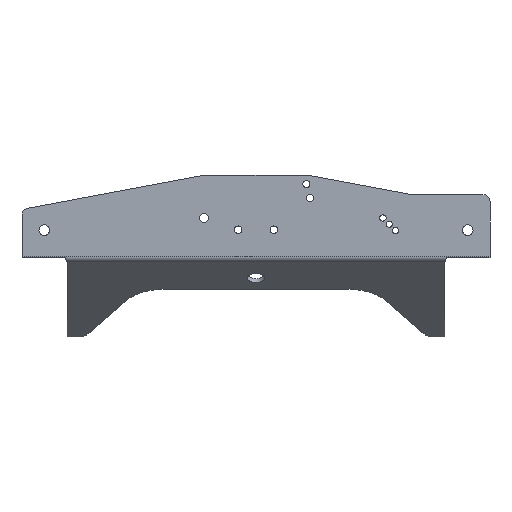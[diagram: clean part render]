
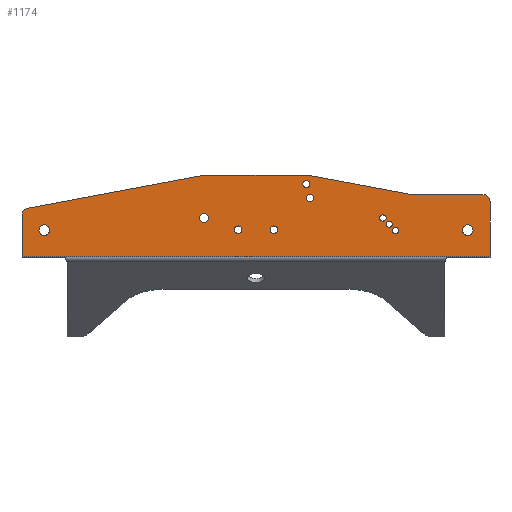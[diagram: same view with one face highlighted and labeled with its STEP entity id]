
A CAD part, front view. The second image highlights one B-rep face of the part: STEP entity #1174.
In plain terms, the highlighted planar face has unit normal (0, -1, 0).
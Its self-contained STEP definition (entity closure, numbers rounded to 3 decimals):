
#539=CARTESIAN_POINT('',(3119.528,-5.0,-9882.274));
#540=VERTEX_POINT('',#539);
#547=CARTESIAN_POINT('',(3126.052,-5.0,-9874.411));
#548=VERTEX_POINT('',#547);
#549=CARTESIAN_POINT('',(3127.528,-5.0,-9882.274));
#550=DIRECTION('',(0.0,1.0,0.0));
#551=DIRECTION('',(0.0,-0.0,1.0));
#552=AXIS2_PLACEMENT_3D('',#549,#550,#551);
#553=CIRCLE('',#552,8.0);
#554=EDGE_CURVE('no 1412',#540,#548,#553,.T.);
#579=CARTESIAN_POINT('',(3323.596,-5.0,-9837.325));
#580=VERTEX_POINT('',#579);
#581=CARTESIAN_POINT('',(3323.596,-5.0,-9837.325));
#582=DIRECTION('',(0.983,0.0,0.185));
#583=VECTOR('',#582,1.0);
#584=LINE('',#581,#583);
#585=EDGE_CURVE('no 1414',#548,#580,#584,.T.);
#611=CARTESIAN_POINT('',(3325.456,-5.0,-9837.152));
#612=VERTEX_POINT('',#611);
#613=CARTESIAN_POINT('',(3325.456,-5.0,-9847.229));
#614=DIRECTION('',(0.0,1.0,0.0));
#615=DIRECTION('',(0.0,-0.0,1.0));
#616=AXIS2_PLACEMENT_3D('',#613,#614,#615);
#617=CIRCLE('',#616,10.077);
#618=EDGE_CURVE('no 1416',#580,#612,#617,.T.);
#643=CARTESIAN_POINT('',(3438.501,-5.0,-9837.152));
#644=VERTEX_POINT('',#643);
#645=CARTESIAN_POINT('',(3325.456,-5.0,-9837.152));
#646=DIRECTION('',(1.0,0.0,0.0));
#647=VECTOR('',#646,1.0);
#648=LINE('',#645,#647);
#649=EDGE_CURVE('no 1418',#612,#644,#648,.T.);
#675=CARTESIAN_POINT('',(3440.361,-5.0,-9837.325));
#676=VERTEX_POINT('',#675);
#677=CARTESIAN_POINT('',(3438.501,-5.0,-9847.229));
#678=DIRECTION('',(0.0,1.0,0.0));
#679=DIRECTION('',(0.0,-0.0,1.0));
#680=AXIS2_PLACEMENT_3D('',#677,#678,#679);
#681=CIRCLE('',#680,10.077);
#682=EDGE_CURVE('no 1420',#644,#676,#681,.T.);
#707=CARTESIAN_POINT('',(3554.827,-5.0,-9858.814));
#708=VERTEX_POINT('',#707);
#709=CARTESIAN_POINT('',(3440.361,-5.0,-9837.325));
#710=DIRECTION('',(0.983,0.0,-0.185));
#711=VECTOR('',#710,1.0);
#712=LINE('',#709,#711);
#713=EDGE_CURVE('no 1422',#676,#708,#712,.T.);
#739=CARTESIAN_POINT('',(3556.303,-5.0,-9858.952));
#740=VERTEX_POINT('',#739);
#741=CARTESIAN_POINT('',(3556.303,-5.0,-9850.952));
#742=DIRECTION('',(-0.0,-1.0,-0.0));
#743=DIRECTION('',(0.0,-0.0,1.0));
#744=AXIS2_PLACEMENT_3D('',#741,#742,#743);
#745=CIRCLE('',#744,8.0);
#746=EDGE_CURVE('no 1424',#708,#740,#745,.T.);
#771=CARTESIAN_POINT('',(3636.429,-5.0,-9858.952));
#772=VERTEX_POINT('',#771);
#773=CARTESIAN_POINT('',(3636.429,-5.0,-9858.952));
#774=DIRECTION('',(1.0,0.0,0.0));
#775=VECTOR('',#774,1.0);
#776=LINE('',#773,#775);
#777=EDGE_CURVE('no 1426',#740,#772,#776,.T.);
#803=CARTESIAN_POINT('',(3644.429,-5.0,-9866.952));
#804=VERTEX_POINT('',#803);
#805=CARTESIAN_POINT('',(3636.429,-5.0,-9866.952));
#806=DIRECTION('',(0.0,1.0,0.0));
#807=DIRECTION('',(0.0,-0.0,1.0));
#808=AXIS2_PLACEMENT_3D('',#805,#806,#807);
#809=CIRCLE('',#808,8.0);
#810=EDGE_CURVE('no 1428',#772,#804,#809,.T.);
#826=CARTESIAN_POINT('',(3538.484,-5.0,-9895.876));
#827=VERTEX_POINT('',#826);
#828=CARTESIAN_POINT('',(3538.484,-5.0,-9899.376));
#829=DIRECTION('',(0.0,1.0,0.0));
#830=DIRECTION('',(0.0,-0.0,1.0));
#831=AXIS2_PLACEMENT_3D('',#828,#829,#830);
#832=CIRCLE('',#831,3.5);
#833=EDGE_CURVE('no 1449',#827,#827,#832,.T.);
#854=CARTESIAN_POINT('',(3524.342,-5.0,-9881.734));
#855=VERTEX_POINT('',#854);
#856=CARTESIAN_POINT('',(3524.342,-5.0,-9885.234));
#857=DIRECTION('',(0.0,1.0,0.0));
#858=DIRECTION('',(0.0,-0.0,1.0));
#859=AXIS2_PLACEMENT_3D('',#856,#857,#858);
#860=CIRCLE('',#859,3.5);
#861=EDGE_CURVE('no 1448',#855,#855,#860,.T.);
#882=CARTESIAN_POINT('',(3531.413,-5.0,-9888.805));
#883=VERTEX_POINT('',#882);
#884=CARTESIAN_POINT('',(3531.413,-5.0,-9892.305));
#885=DIRECTION('',(0.0,1.0,0.0));
#886=DIRECTION('',(0.0,-0.0,1.0));
#887=AXIS2_PLACEMENT_3D('',#884,#885,#886);
#888=CIRCLE('',#887,3.5);
#889=EDGE_CURVE('no 1447',#883,#883,#888,.T.);
#910=CARTESIAN_POINT('',(3323.673,-5.0,-9880.382));
#911=VERTEX_POINT('',#910);
#912=CARTESIAN_POINT('',(3323.673,-5.0,-9885.382));
#913=DIRECTION('',(0.0,1.0,0.0));
#914=DIRECTION('',(0.0,-0.0,1.0));
#915=AXIS2_PLACEMENT_3D('',#912,#913,#914);
#916=CIRCLE('',#915,5.0);
#917=EDGE_CURVE('no 1446',#911,#911,#916,.T.);
#938=CARTESIAN_POINT('',(3438.501,-5.0,-9843.229));
#939=VERTEX_POINT('',#938);
#940=CARTESIAN_POINT('',(3438.501,-5.0,-9847.229));
#941=DIRECTION('',(0.0,1.0,0.0));
#942=DIRECTION('',(0.0,-0.0,1.0));
#943=AXIS2_PLACEMENT_3D('',#940,#941,#942);
#944=CIRCLE('',#943,4.0);
#945=EDGE_CURVE('no 1445',#939,#939,#944,.T.);
#966=CARTESIAN_POINT('',(3442.55,-5.0,-9858.811));
#967=VERTEX_POINT('',#966);
#968=CARTESIAN_POINT('',(3442.55,-5.0,-9862.811));
#969=DIRECTION('',(0.0,1.0,0.0));
#970=DIRECTION('',(0.0,-0.0,1.0));
#971=AXIS2_PLACEMENT_3D('',#968,#969,#970);
#972=CIRCLE('',#971,4.0);
#973=EDGE_CURVE('no 1444',#967,#967,#972,.T.);
#994=CARTESIAN_POINT('',(3361.978,-5.0,-9894.195));
#995=VERTEX_POINT('',#994);
#996=CARTESIAN_POINT('',(3361.978,-5.0,-9898.345));
#997=DIRECTION('',(0.0,1.0,0.0));
#998=DIRECTION('',(0.0,-0.0,1.0));
#999=AXIS2_PLACEMENT_3D('',#996,#997,#998);
#1000=CIRCLE('',#999,4.15);
#1001=EDGE_CURVE('no 1443',#995,#995,#1000,.T.);
#1022=CARTESIAN_POINT('',(3401.978,-5.0,-9894.195));
#1023=VERTEX_POINT('',#1022);
#1024=CARTESIAN_POINT('',(3401.978,-5.0,-9898.345));
#1025=DIRECTION('',(0.0,1.0,0.0));
#1026=DIRECTION('',(0.0,-0.0,1.0));
#1027=AXIS2_PLACEMENT_3D('',#1024,#1025,#1026);
#1028=CIRCLE('',#1027,4.15);
#1029=EDGE_CURVE('no 1442',#1023,#1023,#1028,.T.);
#1050=CARTESIAN_POINT('',(3619.429,-5.0,-9892.952));
#1051=VERTEX_POINT('',#1050);
#1052=CARTESIAN_POINT('',(3619.429,-5.0,-9898.952));
#1053=DIRECTION('',(0.0,1.0,0.0));
#1054=DIRECTION('',(0.0,-0.0,1.0));
#1055=AXIS2_PLACEMENT_3D('',#1052,#1053,#1054);
#1056=CIRCLE('',#1055,6.0);
#1057=EDGE_CURVE('no 1441',#1051,#1051,#1056,.T.);
#1078=CARTESIAN_POINT('',(3144.528,-5.0,-9892.952));
#1079=VERTEX_POINT('',#1078);
#1080=CARTESIAN_POINT('',(3144.528,-5.0,-9898.952));
#1081=DIRECTION('',(0.0,1.0,0.0));
#1082=DIRECTION('',(0.0,-0.0,1.0));
#1083=AXIS2_PLACEMENT_3D('',#1080,#1081,#1082);
#1084=CIRCLE('',#1083,6.0);
#1085=EDGE_CURVE('no 1440',#1079,#1079,#1084,.T.);
#1106=ORIENTED_EDGE('',*,*,#1085,.T.);
#1107=EDGE_LOOP('',(#1106));
#1108=FACE_OUTER_BOUND('',#1107,.T.);
#1109=ORIENTED_EDGE('',*,*,#1057,.T.);
#1110=EDGE_LOOP('',(#1109));
#1111=FACE_BOUND('',#1110,.T.);
#1112=ORIENTED_EDGE('',*,*,#1029,.T.);
#1113=EDGE_LOOP('',(#1112));
#1114=FACE_BOUND('',#1113,.T.);
#1115=ORIENTED_EDGE('',*,*,#1001,.T.);
#1116=EDGE_LOOP('',(#1115));
#1117=FACE_BOUND('',#1116,.T.);
#1118=ORIENTED_EDGE('',*,*,#973,.T.);
#1119=EDGE_LOOP('',(#1118));
#1120=FACE_BOUND('',#1119,.T.);
#1121=ORIENTED_EDGE('',*,*,#945,.T.);
#1122=EDGE_LOOP('',(#1121));
#1123=FACE_BOUND('',#1122,.T.);
#1124=ORIENTED_EDGE('',*,*,#917,.T.);
#1125=EDGE_LOOP('',(#1124));
#1126=FACE_BOUND('',#1125,.T.);
#1127=ORIENTED_EDGE('',*,*,#889,.T.);
#1128=EDGE_LOOP('',(#1127));
#1129=FACE_BOUND('',#1128,.T.);
#1130=ORIENTED_EDGE('',*,*,#861,.T.);
#1131=EDGE_LOOP('',(#1130));
#1132=FACE_BOUND('',#1131,.T.);
#1133=ORIENTED_EDGE('',*,*,#833,.T.);
#1134=EDGE_LOOP('',(#1133));
#1135=FACE_BOUND('',#1134,.T.);
#1136=CARTESIAN_POINT('',(3119.528,-5.0,-9928.526));
#1137=VERTEX_POINT('',#1136);
#1138=CARTESIAN_POINT('',(3119.528,-5.0,-9928.952));
#1139=DIRECTION('',(0.0,0.0,1.0));
#1140=VECTOR('',#1139,1.0);
#1141=LINE('',#1138,#1140);
#1142=EDGE_CURVE('no 1463',#1137,#540,#1141,.T.);
#1143=ORIENTED_EDGE('',*,*,#1142,.F.);
#1144=CARTESIAN_POINT('',(3644.429,-5.0,-9928.526));
#1145=VERTEX_POINT('',#1144);
#1146=CARTESIAN_POINT('',(3596.929,-5.0,-9928.526));
#1147=DIRECTION('',(1.0,0.0,0.0));
#1148=VECTOR('',#1147,1.0);
#1149=LINE('',#1146,#1148);
#1150=EDGE_CURVE('no 1450',#1137,#1145,#1149,.T.);
#1151=ORIENTED_EDGE('',*,*,#1150,.T.);
#1152=CARTESIAN_POINT('',(3644.429,-5.0,-9928.952));
#1153=DIRECTION('',(0.0,0.0,-1.0));
#1154=VECTOR('',#1153,1.0);
#1155=LINE('',#1152,#1154);
#1156=EDGE_CURVE('no 1451',#804,#1145,#1155,.T.);
#1157=ORIENTED_EDGE('',*,*,#1156,.F.);
#1158=ORIENTED_EDGE('',*,*,#810,.F.);
#1159=ORIENTED_EDGE('',*,*,#777,.F.);
#1160=ORIENTED_EDGE('',*,*,#746,.F.);
#1161=ORIENTED_EDGE('',*,*,#713,.F.);
#1162=ORIENTED_EDGE('',*,*,#682,.F.);
#1163=ORIENTED_EDGE('',*,*,#649,.F.);
#1164=ORIENTED_EDGE('',*,*,#618,.F.);
#1165=ORIENTED_EDGE('',*,*,#585,.F.);
#1166=ORIENTED_EDGE('',*,*,#554,.F.);
#1167=EDGE_LOOP('',(
    #1143,#1151,#1157,#1158,#1159,#1160,#1161,#1162,#1163,#1164,
    #1165,#1166));
#1168=FACE_BOUND('',#1167,.T.);
#1169=CARTESIAN_POINT('',(3596.929,-5.0,-9931.952));
#1170=DIRECTION('',(0.0,1.0,0.0));
#1171=DIRECTION('',(0.0,-0.0,1.0));
#1172=AXIS2_PLACEMENT_3D('',#1169,#1170,#1171);
#1173=PLANE('',#1172);
#1174=ADVANCED_FACE('no 1612',(#1108,#1111,#1114,#1117,#1120,#1123,#1126,#1129,#1132,#1135,
    #1168),#1173,.F.);
